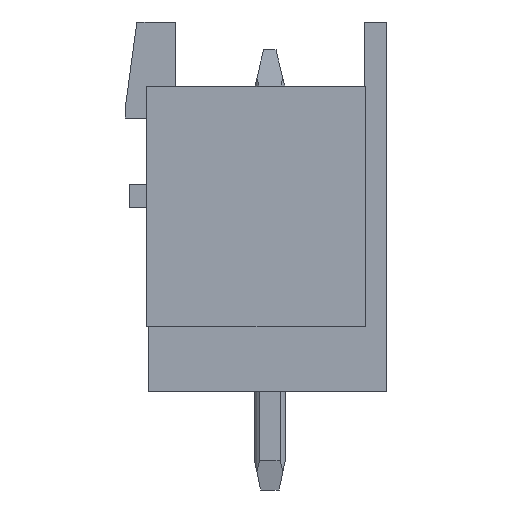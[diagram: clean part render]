
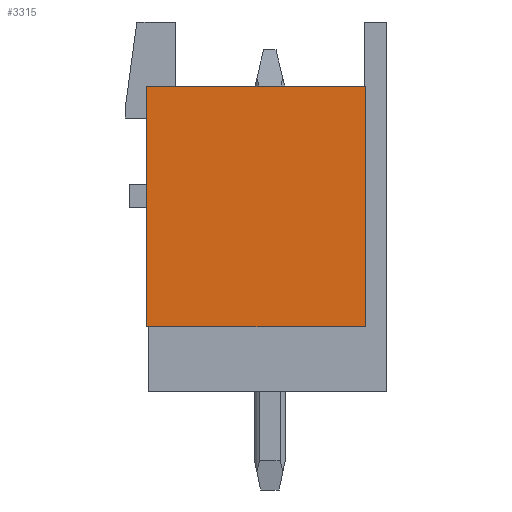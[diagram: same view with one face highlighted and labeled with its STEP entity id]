
A CAD part, left-side view. The second image highlights one B-rep face of the part: STEP entity #3315.
In plain terms, the highlighted planar face has unit normal (-1, 0, 0).
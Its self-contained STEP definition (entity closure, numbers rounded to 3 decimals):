
#3279=AXIS2_PLACEMENT_3D('Plane Axis2P3D',#3276,#3277,#3278) ;
#3276=CARTESIAN_POINT('Axis2P3D Location',(0.,7.8,13.1)) ;
#3281=CARTESIAN_POINT('Line Origine',(0.,0.7,9.2)) ;
#3285=CARTESIAN_POINT('Vertex',(0.,0.7,5.3)) ;
#3287=CARTESIAN_POINT('Vertex',(0.,0.7,13.1)) ;
#3290=CARTESIAN_POINT('Line Origine',(0.,4.25,13.1)) ;
#3294=CARTESIAN_POINT('Vertex',(0.,7.8,13.1)) ;
#3297=CARTESIAN_POINT('Line Origine',(0.,7.8,9.2)) ;
#3301=CARTESIAN_POINT('Vertex',(0.,7.8,5.3)) ;
#3304=CARTESIAN_POINT('Line Origine',(0.,4.25,5.3)) ;
#3277=DIRECTION('Axis2P3D Direction',(-1.,0.,0.)) ;
#3278=DIRECTION('Axis2P3D XDirection',(-0.,0.,-1.)) ;
#3282=DIRECTION('Vector Direction',(0.,0.,-1.)) ;
#3291=DIRECTION('Vector Direction',(0.,-1.,0.)) ;
#3298=DIRECTION('Vector Direction',(0.,0.,-1.)) ;
#3305=DIRECTION('Vector Direction',(0.,-1.,0.)) ;
#3283=VECTOR('Line Direction',#3282,1.) ;
#3292=VECTOR('Line Direction',#3291,1.) ;
#3299=VECTOR('Line Direction',#3298,1.) ;
#3306=VECTOR('Line Direction',#3305,1.) ;
#3310=ORIENTED_EDGE('',*,*,#3289,.T.) ;
#3311=ORIENTED_EDGE('',*,*,#3296,.F.) ;
#3312=ORIENTED_EDGE('',*,*,#3303,.F.) ;
#3313=ORIENTED_EDGE('',*,*,#3308,.T.) ;
#3315=ADVANCED_FACE('HOUSING',(#3314),#3280,.T.) ;
#3289=EDGE_CURVE('',#3286,#3288,#3284,.F.) ;
#3296=EDGE_CURVE('',#3295,#3288,#3293,.T.) ;
#3303=EDGE_CURVE('',#3302,#3295,#3300,.F.) ;
#3308=EDGE_CURVE('',#3302,#3286,#3307,.T.) ;
#3309=EDGE_LOOP('',(#3310,#3311,#3312,#3313)) ;
#3314=FACE_OUTER_BOUND('',#3309,.T.) ;
#3284=LINE('Line',#3281,#3283) ;
#3293=LINE('Line',#3290,#3292) ;
#3300=LINE('Line',#3297,#3299) ;
#3307=LINE('Line',#3304,#3306) ;
#3280=PLANE('',#3279) ;
#3286=VERTEX_POINT('',#3285) ;
#3288=VERTEX_POINT('',#3287) ;
#3295=VERTEX_POINT('',#3294) ;
#3302=VERTEX_POINT('',#3301) ;
